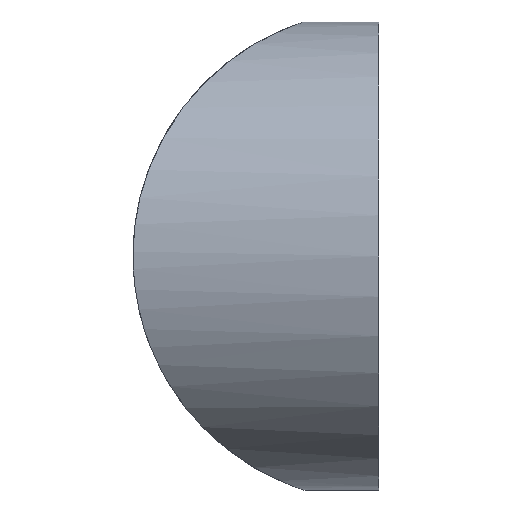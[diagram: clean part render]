
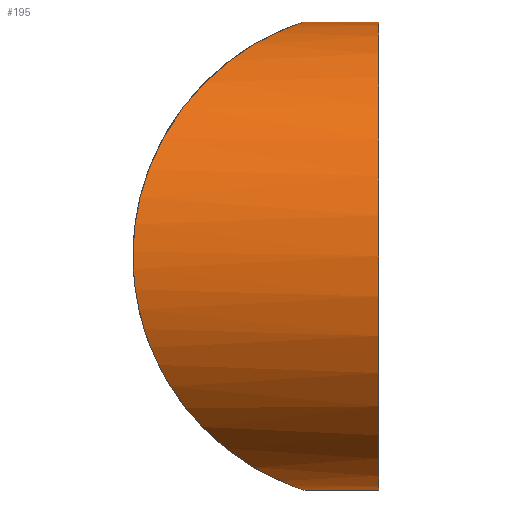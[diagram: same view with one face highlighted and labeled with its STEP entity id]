
A CAD part, front view. The second image highlights one B-rep face of the part: STEP entity #195.
In plain terms, the highlighted cylindrical face has radius 6.25 mm (diameter 12.5 mm), a partial arc.
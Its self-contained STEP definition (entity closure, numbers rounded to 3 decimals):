
#5 = CARTESIAN_POINT ( 'NONE',  ( 2.32, 5.786, -6.237 ) ) ;
#6 = CARTESIAN_POINT ( 'NONE',  ( -0.114, 2.249, -4.805 ) ) ;
#11 = CARTESIAN_POINT ( 'NONE',  ( 2.362, 6.25, 6.25 ) ) ;
#13 = FACE_OUTER_BOUND ( 'NONE', #228, .T. ) ;
#15 = EDGE_CURVE ( 'NONE', #92, #153, #200, .T. ) ;
#16 = CARTESIAN_POINT ( 'NONE',  ( -1.833, 0.391, -2.188 ) ) ;
#18 = CARTESIAN_POINT ( 'NONE',  ( 1.495, 4.194, 5.905 ) ) ;
#19 = CARTESIAN_POINT ( 'NONE',  ( -2.202, 0.002, 0.495 ) ) ;
#20 = EDGE_CURVE ( 'NONE', #128, #92, #196, .T. ) ;
#21 = ORIENTED_EDGE ( 'NONE', *, *, #20, .T. ) ;
#24 = CARTESIAN_POINT ( 'NONE',  ( 1.489, 4.178, -5.908 ) ) ;
#26 = DIRECTION ( 'NONE',  ( 1., 0., 0. ) ) ;
#28 = DIRECTION ( 'NONE',  ( 1., 0., 0. ) ) ;
#32 = CARTESIAN_POINT ( 'NONE',  ( -2.195, 0.011, -0.431 ) ) ;
#33 = CARTESIAN_POINT ( 'NONE',  ( 0.698, 3.179, 5.456 ) ) ;
#36 = DIRECTION ( 'NONE',  ( 1., 0., 0. ) ) ;
#40 = CARTESIAN_POINT ( 'NONE',  ( -2.023, 0.191, -1.55 ) ) ;
#42 = CARTESIAN_POINT ( 'NONE',  ( -0.866, 1.424, -3.991 ) ) ;
#44 = CARTESIAN_POINT ( 'NONE',  ( 2.179, 5.35, -6.189 ) ) ;
#45 = CARTESIAN_POINT ( 'NONE',  ( 1.365, 4.018, 5.841 ) ) ;
#50 = EDGE_CURVE ( 'NONE', #176, #153, #63, .T. ) ;
#51 = CARTESIAN_POINT ( 'NONE',  ( 0.968, 3.503, 5.626 ) ) ;
#52 = CARTESIAN_POINT ( 'NONE',  ( 1.747, 4.562, 6.021 ) ) ;
#54 = CARTESIAN_POINT ( 'NONE',  ( 2.362, 6.25, -6.25 ) ) ;
#56 = CARTESIAN_POINT ( 'NONE',  ( -8.335, 6.25, 6.25 ) ) ;
#57 = VECTOR ( 'NONE', #26, 1000. ) ;
#62 = CARTESIAN_POINT ( 'NONE',  ( -0.609, 1.702, 4.304 ) ) ;
#63 = CIRCLE ( 'NONE', #64, 6.25 ) ;
#64 = AXIS2_PLACEMENT_3D ( 'NONE', #147, #28, #138 ) ;
#68 = ORIENTED_EDGE ( 'NONE', *, *, #15, .T. ) ;
#73 = CARTESIAN_POINT ( 'NONE',  ( 0.162, 2.557, 5.056 ) ) ;
#79 = ORIENTED_EDGE ( 'NONE', *, *, #50, .F. ) ;
#80 = CARTESIAN_POINT ( 'NONE',  ( 2.362, 6.016, -6.25 ) ) ;
#82 = CARTESIAN_POINT ( 'NONE',  ( -0.105, 2.258, 4.824 ) ) ;
#85 = CARTESIAN_POINT ( 'NONE',  ( -2.011, 0.204, 1.598 ) ) ;
#92 = VERTEX_POINT ( 'NONE', #158 ) ;
#93 = CARTESIAN_POINT ( 'NONE',  ( -0.848, 1.443, 4.015 ) ) ;
#96 = CARTESIAN_POINT ( 'NONE',  ( -1.284, 0.975, 3.358 ) ) ;
#97 = CARTESIAN_POINT ( 'NONE',  ( -1.507, 0.737, -2.975 ) ) ;
#99 = CARTESIAN_POINT ( 'NONE',  ( -1.966, 0.251, -1.768 ) ) ;
#101 = CARTESIAN_POINT ( 'NONE',  ( -1.742, 0.488, 2.43 ) ) ;
#105 = CARTESIAN_POINT ( 'NONE',  ( -1.574, 0.666, 2.815 ) ) ;
#107 = CARTESIAN_POINT ( 'NONE',  ( 4.365, 6.25, 6.25 ) ) ;
#110 = CARTESIAN_POINT ( 'NONE',  ( -1.818, 0.407, 2.23 ) ) ;
#111 = CYLINDRICAL_SURFACE ( 'NONE', #129, 6.25 ) ;
#122 = CARTESIAN_POINT ( 'NONE',  ( -2.149, 0.059, -0.885 ) ) ;
#126 = CARTESIAN_POINT ( 'NONE',  ( 2.18, 5.354, 6.189 ) ) ;
#128 = VERTEX_POINT ( 'NONE', #11 ) ;
#129 = AXIS2_PLACEMENT_3D ( 'NONE', #166, #36, #141 ) ;
#134 = CARTESIAN_POINT ( 'NONE',  ( -0.626, 1.683, -4.284 ) ) ;
#138 = DIRECTION ( 'NONE',  ( 0., 0., -1. ) ) ;
#139 = CARTESIAN_POINT ( 'NONE',  ( -1.758, 0.471, -2.39 ) ) ;
#140 = CARTESIAN_POINT ( 'NONE',  ( 0.957, 3.488, -5.619 ) ) ;
#141 = DIRECTION ( 'NONE',  ( 0., 0., -1. ) ) ;
#142 = CARTESIAN_POINT ( 'NONE',  ( 2.08, 5.14, -6.154 ) ) ;
#144 = CARTESIAN_POINT ( 'NONE',  ( -0.245, 2.103, -4.68 ) ) ;
#146 = CARTESIAN_POINT ( 'NONE',  ( 2.084, 5.147, 6.155 ) ) ;
#147 = CARTESIAN_POINT ( 'NONE',  ( 4.365, 6.25, 0. ) ) ;
#150 = CARTESIAN_POINT ( 'NONE',  ( -8.335, 6.25, -6.25 ) ) ;
#153 = VERTEX_POINT ( 'NONE', #172 ) ;
#155 = CARTESIAN_POINT ( 'NONE',  ( -2.152, 0.055, 0.944 ) ) ;
#158 = CARTESIAN_POINT ( 'NONE',  ( 2.362, 6.25, -6.25 ) ) ;
#159 = CARTESIAN_POINT ( 'NONE',  ( -1.482, 0.763, 3.001 ) ) ;
#160 = CARTESIAN_POINT ( 'NONE',  ( -1.305, 0.951, -3.339 ) ) ;
#162 = LINE ( 'NONE', #56, #57 ) ;
#163 = EDGE_CURVE ( 'NONE', #128, #176, #162, .T. ) ;
#166 = CARTESIAN_POINT ( 'NONE',  ( -8.335, 6.25, 0. ) ) ;
#168 = CARTESIAN_POINT ( 'NONE',  ( 1.868, 4.752, 6.071 ) ) ;
#172 = CARTESIAN_POINT ( 'NONE',  ( 4.365, 6.25, -6.25 ) ) ;
#176 = VERTEX_POINT ( 'NONE', #107 ) ;
#179 = CARTESIAN_POINT ( 'NONE',  ( -2.206, -0.001, -0.2 ) ) ;
#185 = CARTESIAN_POINT ( 'NONE',  ( -1.953, 0.265, 1.814 ) ) ;
#192 = CARTESIAN_POINT ( 'NONE',  ( 0.685, 3.164, -5.447 ) ) ;
#193 = CARTESIAN_POINT ( 'NONE',  ( -2.114, 0.095, -1.108 ) ) ;
#195 = ADVANCED_FACE ( 'NONE', ( #13 ), #111, .T. ) ;
#196 = B_SPLINE_CURVE_WITH_KNOTS ( 'NONE', 3,
 ( #207, #215, #202, #126, #146, #168, #52, #18, #45, #51, #33, #73, #82, #62, #93, #208, #96, #159, #105, #101, #110, #185, #85, #155, #19, #179, #32, #122, #193, #40, #99, #16, #139, #97, #160, #42, #134, #144, #6, #211, #217, #192, #140, #24, #225, #142, #44, #5, #80, #54 ),
 .UNSPECIFIED., .F., .F.,
 ( 4, 2, 2, 2, 2, 2, 2, 2, 2, 2, 2, 2, 2, 2, 2, 2, 2, 2, 2, 2, 2, 2, 2, 2, 4 ),
 ( 0.011, 0.012, 0.012, 0.013, 0.014, 0.015, 0.016, 0.018, 0.018, 0.019, 0.02, 0.021, 0.022, 0.023, 0.023, 0.024, 0.025, 0.026, 0.027, 0.028, 0.029, 0.03, 0.032, 0.032, 0.033 ),
 .UNSPECIFIED. ) ;
#200 = LINE ( 'NONE', #150, #212 ) ;
#202 = CARTESIAN_POINT ( 'NONE',  ( 2.321, 5.792, 6.237 ) ) ;
#207 = CARTESIAN_POINT ( 'NONE',  ( 2.362, 6.25, 6.25 ) ) ;
#208 = CARTESIAN_POINT ( 'NONE',  ( -1.178, 1.088, 3.529 ) ) ;
#210 = ORIENTED_EDGE ( 'NONE', *, *, #163, .F. ) ;
#211 = CARTESIAN_POINT ( 'NONE',  ( 0.149, 2.546, -5.037 ) ) ;
#212 = VECTOR ( 'NONE', #220, 1000. ) ;
#215 = CARTESIAN_POINT ( 'NONE',  ( 2.362, 6.017, 6.25 ) ) ;
#217 = CARTESIAN_POINT ( 'NONE',  ( 0.283, 2.697, -5.146 ) ) ;
#220 = DIRECTION ( 'NONE',  ( 1., 0., 0. ) ) ;
#225 = CARTESIAN_POINT ( 'NONE',  ( 1.753, 4.544, -6.026 ) ) ;
#228 = EDGE_LOOP ( 'NONE', ( #210, #21, #68, #79 ) ) ;
